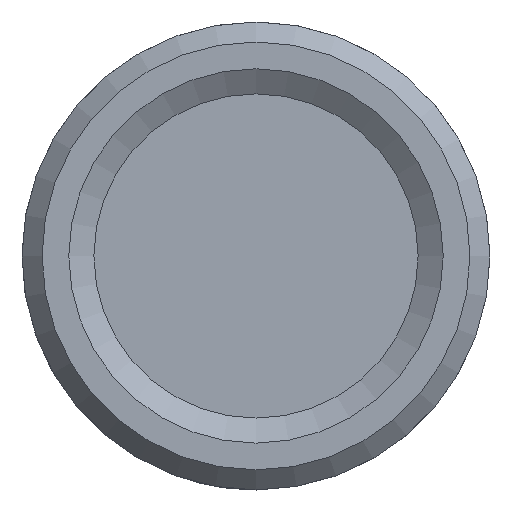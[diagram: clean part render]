
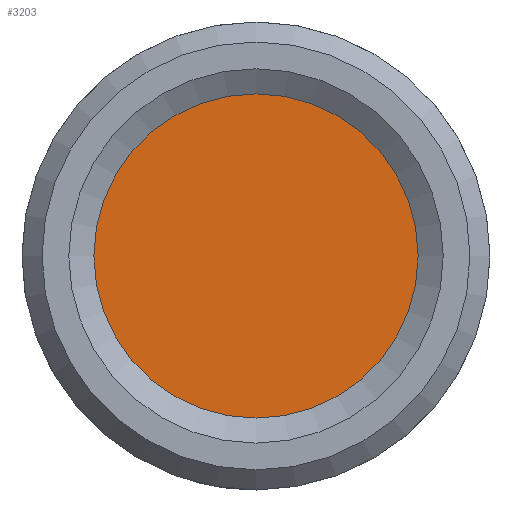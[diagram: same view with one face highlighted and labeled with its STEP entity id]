
A CAD part, top view. The second image highlights one B-rep face of the part: STEP entity #3203.
In plain terms, the highlighted planar face has unit normal (0, 0, 1).
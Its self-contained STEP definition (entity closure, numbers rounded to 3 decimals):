
#109=CIRCLE('',#3434,9.7);
#110=CIRCLE('',#3435,9.7);
#313=FACE_OUTER_BOUND('',#500,.T.);
#500=EDGE_LOOP('',(#2830,#2831));
#1531=VERTEX_POINT('',#5246);
#1532=VERTEX_POINT('',#5247);
#1972=EDGE_CURVE('',#1531,#1532,#109,.T.);
#1973=EDGE_CURVE('',#1532,#1531,#110,.T.);
#2830=ORIENTED_EDGE('',*,*,#1972,.F.);
#2831=ORIENTED_EDGE('',*,*,#1973,.F.);
#3054=PLANE('',#3433);
#3203=ADVANCED_FACE('',(#313),#3054,.T.);
#3433=AXIS2_PLACEMENT_3D('',#5245,#4218,#4219);
#3434=AXIS2_PLACEMENT_3D('',#5248,#4220,#4221);
#3435=AXIS2_PLACEMENT_3D('',#5249,#4222,#4223);
#4218=DIRECTION('center_axis',(0.,0.,
1.));
#4219=DIRECTION('ref_axis',(-1.,0.,0.));
#4220=DIRECTION('center_axis',(0.,0.,
-1.));
#4221=DIRECTION('ref_axis',(0.,1.,0.));
#4222=DIRECTION('center_axis',(0.,0.,
-1.));
#4223=DIRECTION('ref_axis',(0.,1.,0.));
#5245=CARTESIAN_POINT('Origin',(-3.275,9.823,-156.488));
#5246=CARTESIAN_POINT('',(-3.275,14.673,-156.488));
#5247=CARTESIAN_POINT('',(-3.275,-4.727,-156.488));
#5248=CARTESIAN_POINT('Origin',(-3.275,4.973,-156.488));
#5249=CARTESIAN_POINT('Origin',(-3.275,4.973,-156.488));
